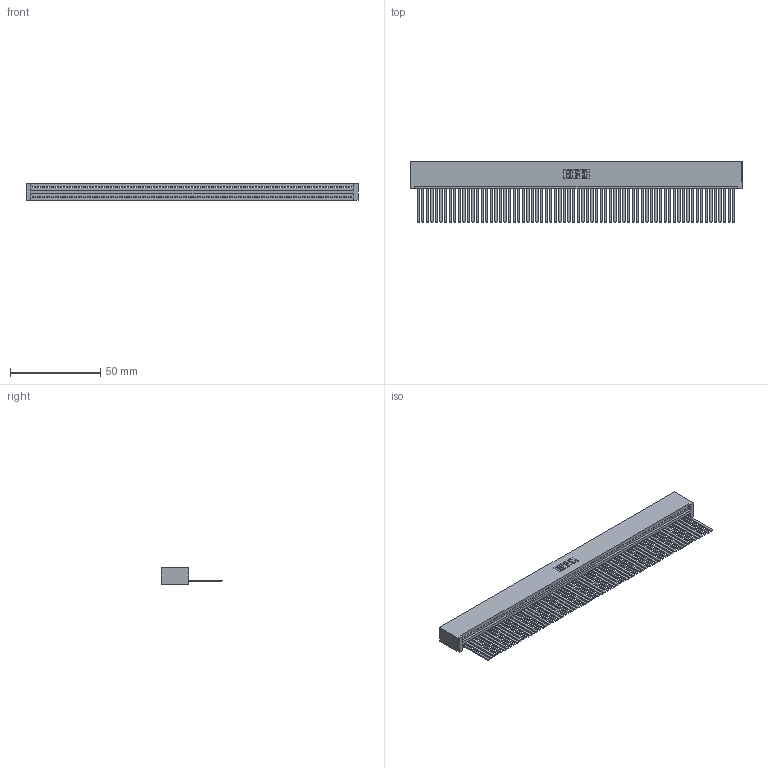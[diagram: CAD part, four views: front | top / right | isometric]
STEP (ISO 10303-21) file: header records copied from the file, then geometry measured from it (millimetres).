
FILE_DESCRIPTION (( 'STEP AP203' ), '1' );
FILE_NAME ('395-070-544-101.STEP', '2019-10-26T01:56:18', ( '' ), ( '' ), 'SwSTEP 2.0', 'SolidWorks 2016', '' );
FILE_SCHEMA (( 'CONFIG_CONTROL_DESIGN' ));
Length unit declared in the file: inch
Products named in the file (3): 345-292-001_345-293-144; 345 Part_No Mounting Lugs; 395-070-544-101
Assembly tree (71 placements, depth 2):
  395-070-544-101
    345 Part_No Mounting Lugs
    345-292-001_345-293-144  x70
Bounding box: 184.4 x 33.96 x 9.4 mm (x, y, z)
Volume: 19139.3 mm3; surface area: 28438.9 mm2
Topology: 71 solids, 71 shells, 3758 faces, 11377 edges, 7490 vertices
Faces by surface type: plane 2596, cylinder 1162
Entity records: 48453 total; most frequent: ORIENTED_EDGE 8402, CARTESIAN_POINT 8398, DIRECTION 7285, EDGE_CURVE 4201, LINE 3801, VECTOR 3801, VERTEX_POINT 2798, AXIS2_PLACEMENT_3D 1742
